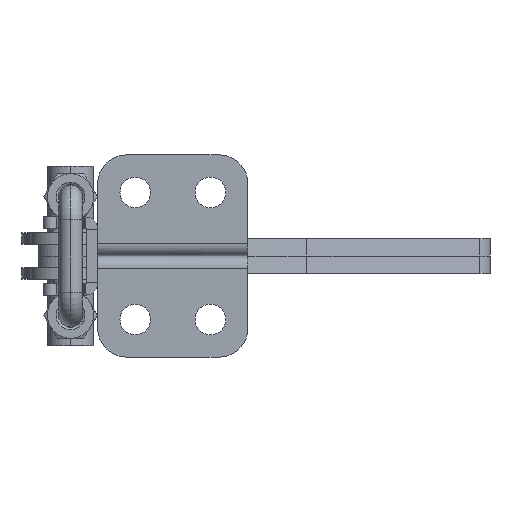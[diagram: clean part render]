
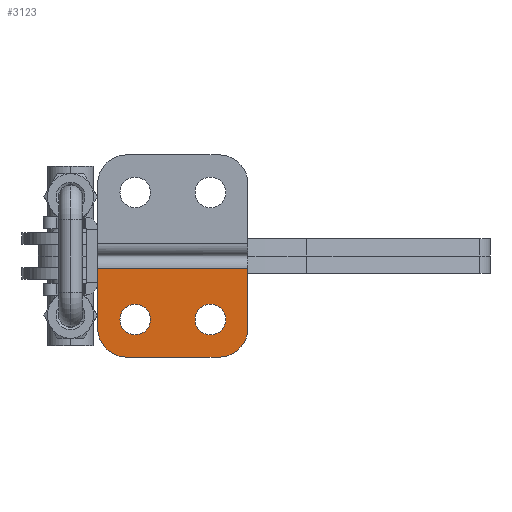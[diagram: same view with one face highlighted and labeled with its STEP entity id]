
A CAD part, front view. The second image highlights one B-rep face of the part: STEP entity #3123.
In plain terms, the highlighted planar face has unit normal (0, -1, 0).
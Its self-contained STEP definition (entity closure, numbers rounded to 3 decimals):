
#270 = VERTEX_POINT ( 'NONE', #11041 ) ;
#347 = DIRECTION ( 'NONE',  ( 0., 0., -1. ) ) ;
#351 = DIRECTION ( 'NONE',  ( 0., -1., 0. ) ) ;
#369 = CARTESIAN_POINT ( 'NONE',  ( 11.636, 0., -11. ) ) ;
#770 = VERTEX_POINT ( 'NONE', #7167 ) ;
#853 = ORIENTED_EDGE ( 'NONE', *, *, #6680, .F. ) ;
#1145 = ORIENTED_EDGE ( 'NONE', *, *, #8009, .F. ) ;
#1310 = DIRECTION ( 'NONE',  ( 0., 0., -1. ) ) ;
#1323 = DIRECTION ( 'NONE',  ( 0., 1., 0. ) ) ;
#1334 = CARTESIAN_POINT ( 'NONE',  ( 13.136, 0., -12.5 ) ) ;
#1349 = CARTESIAN_POINT ( 'NONE',  ( 18.15, 0., -17.5 ) ) ;
#1428 = VERTEX_POINT ( 'NONE', #8662 ) ;
#1519 = CARTESIAN_POINT ( 'NONE',  ( -1.364, 0., -8.35 ) ) ;
#1538 = DIRECTION ( 'NONE',  ( 0., 0., -1. ) ) ;
#1554 = DIRECTION ( 'NONE',  ( 0., 1., 0. ) ) ;
#1571 = CARTESIAN_POINT ( 'NONE',  ( -2.864, 0., -12.5 ) ) ;
#1727 = CARTESIAN_POINT ( 'NONE',  ( 11.636, 0., -8.35 ) ) ;
#1777 = CARTESIAN_POINT ( 'NONE',  ( -7.864, 0., -2.1 ) ) ;
#1803 = CARTESIAN_POINT ( 'NONE',  ( 18.136, 0., -12.5 ) ) ;
#2260 = DIRECTION ( 'NONE',  ( -1., 0., 0. ) ) ;
#2305 = CARTESIAN_POINT ( 'NONE',  ( 18.15, 0., -2.1 ) ) ;
#2477 = CARTESIAN_POINT ( 'NONE',  ( -7.864, 0., 0. ) ) ;
#2546 = DIRECTION ( 'NONE',  ( 0., 0., -1. ) ) ;
#2582 = CIRCLE ( 'NONE', #8648, 5. ) ;
#2702 = CARTESIAN_POINT ( 'NONE',  ( 18.136, 0., 0. ) ) ;
#2716 = DIRECTION ( 'NONE',  ( 0., 0., -1. ) ) ;
#2726 = DIRECTION ( 'NONE',  ( 0., -1., 0. ) ) ;
#2754 = CARTESIAN_POINT ( 'NONE',  ( 11.636, 0., -11. ) ) ;
#2803 = DIRECTION ( 'NONE',  ( 0., 0., -1. ) ) ;
#3084 = DIRECTION ( 'NONE',  ( 0., 0., -1. ) ) ;
#3106 = PLANE ( 'NONE',  #4739 ) ;
#3119 = VECTOR ( 'NONE', #2260, 1000. ) ;
#3123 = ADVANCED_FACE ( 'NONE', ( #10447, #7949, #3808 ), #3106, .F. ) ;
#3145 = CARTESIAN_POINT ( 'NONE',  ( 18.15, 0., -17.5 ) ) ;
#3230 = DIRECTION ( 'NONE',  ( 0., 1., 0. ) ) ;
#3312 = VERTEX_POINT ( 'NONE', #1777 ) ;
#3315 = ORIENTED_EDGE ( 'NONE', *, *, #8185, .F. ) ;
#3326 = VERTEX_POINT ( 'NONE', #1803 ) ;
#3399 = VECTOR ( 'NONE', #2803, 1000. ) ;
#3509 = VERTEX_POINT ( 'NONE', #1519 ) ;
#3613 = DIRECTION ( 'NONE',  ( 0., 0., -1. ) ) ;
#3620 = DIRECTION ( 'NONE',  ( 0., -1., 0. ) ) ;
#3643 = CARTESIAN_POINT ( 'NONE',  ( -1.364, 0., -11. ) ) ;
#3808 = FACE_OUTER_BOUND ( 'NONE', #3877, .T. ) ;
#3877 = EDGE_LOOP ( 'NONE', ( #1145, #7703, #5501, #3315, #853, #5255 ) ) ;
#4212 = VERTEX_POINT ( 'NONE', #9617 ) ;
#4694 = EDGE_CURVE ( 'NONE', #6585, #3509, #8059, .T. ) ;
#4739 = AXIS2_PLACEMENT_3D ( 'NONE', #3145, #3230, #3084 ) ;
#5147 = VERTEX_POINT ( 'NONE', #1727 ) ;
#5255 = ORIENTED_EDGE ( 'NONE', *, *, #8201, .F. ) ;
#5321 = AXIS2_PLACEMENT_3D ( 'NONE', #2754, #2726, #2716 ) ;
#5369 = CIRCLE ( 'NONE', #9692, 2.65 ) ;
#5501 = ORIENTED_EDGE ( 'NONE', *, *, #8082, .T. ) ;
#6035 = DIRECTION ( 'NONE',  ( 0., 0., -1. ) ) ;
#6037 = EDGE_LOOP ( 'NONE', ( #10462, #8220 ) ) ;
#6064 = DIRECTION ( 'NONE',  ( 0., -1., 0. ) ) ;
#6106 = AXIS2_PLACEMENT_3D ( 'NONE', #6180, #6064, #6035 ) ;
#6180 = CARTESIAN_POINT ( 'NONE',  ( -1.364, 0., -11. ) ) ;
#6361 = DIRECTION ( 'NONE',  ( -1., 0., 0. ) ) ;
#6391 = EDGE_CURVE ( 'NONE', #770, #5147, #5369, .T. ) ;
#6585 = VERTEX_POINT ( 'NONE', #7864 ) ;
#6680 = EDGE_CURVE ( 'NONE', #9154, #1428, #9652, .T. ) ;
#7046 = EDGE_LOOP ( 'NONE', ( #10192, #7961 ) ) ;
#7167 = CARTESIAN_POINT ( 'NONE',  ( 11.636, 0., -13.65 ) ) ;
#7250 = VECTOR ( 'NONE', #2546, 1000. ) ;
#7528 = LINE ( 'NONE', #2477, #7250 ) ;
#7703 = ORIENTED_EDGE ( 'NONE', *, *, #8062, .T. ) ;
#7792 = LINE ( 'NONE', #2702, #3399 ) ;
#7860 = EDGE_CURVE ( 'NONE', #3509, #6585, #11082, .T. ) ;
#7864 = CARTESIAN_POINT ( 'NONE',  ( -1.364, 0., -13.65 ) ) ;
#7949 = FACE_BOUND ( 'NONE', #7046, .T. ) ;
#7961 = ORIENTED_EDGE ( 'NONE', *, *, #7994, .F. ) ;
#7994 = EDGE_CURVE ( 'NONE', #5147, #770, #8055, .T. ) ;
#8009 = EDGE_CURVE ( 'NONE', #4212, #3326, #7792, .T. ) ;
#8055 = CIRCLE ( 'NONE', #5321, 2.65 ) ;
#8059 = CIRCLE ( 'NONE', #6106, 2.65 ) ;
#8062 = EDGE_CURVE ( 'NONE', #4212, #3312, #9752, .T. ) ;
#8082 = EDGE_CURVE ( 'NONE', #3312, #270, #7528, .T. ) ;
#8142 = CARTESIAN_POINT ( 'NONE',  ( 13.136, 0., -17.5 ) ) ;
#8185 = EDGE_CURVE ( 'NONE', #1428, #270, #2582, .T. ) ;
#8201 = EDGE_CURVE ( 'NONE', #3326, #9154, #10940, .T. ) ;
#8220 = ORIENTED_EDGE ( 'NONE', *, *, #7860, .F. ) ;
#8648 = AXIS2_PLACEMENT_3D ( 'NONE', #1571, #1554, #1538 ) ;
#8662 = CARTESIAN_POINT ( 'NONE',  ( -2.864, 0., -17.5 ) ) ;
#9154 = VERTEX_POINT ( 'NONE', #8142 ) ;
#9408 = VECTOR ( 'NONE', #6361, 1000. ) ;
#9617 = CARTESIAN_POINT ( 'NONE',  ( 18.136, 0., -2.1 ) ) ;
#9652 = LINE ( 'NONE', #1349, #9408 ) ;
#9692 = AXIS2_PLACEMENT_3D ( 'NONE', #369, #351, #347 ) ;
#9752 = LINE ( 'NONE', #2305, #3119 ) ;
#9767 = AXIS2_PLACEMENT_3D ( 'NONE', #1334, #1323, #1310 ) ;
#10192 = ORIENTED_EDGE ( 'NONE', *, *, #6391, .F. ) ;
#10447 = FACE_BOUND ( 'NONE', #6037, .T. ) ;
#10462 = ORIENTED_EDGE ( 'NONE', *, *, #4694, .F. ) ;
#10544 = AXIS2_PLACEMENT_3D ( 'NONE', #3643, #3620, #3613 ) ;
#10940 = CIRCLE ( 'NONE', #9767, 5. ) ;
#11041 = CARTESIAN_POINT ( 'NONE',  ( -7.864, 0., -12.5 ) ) ;
#11082 = CIRCLE ( 'NONE', #10544, 2.65 ) ;
